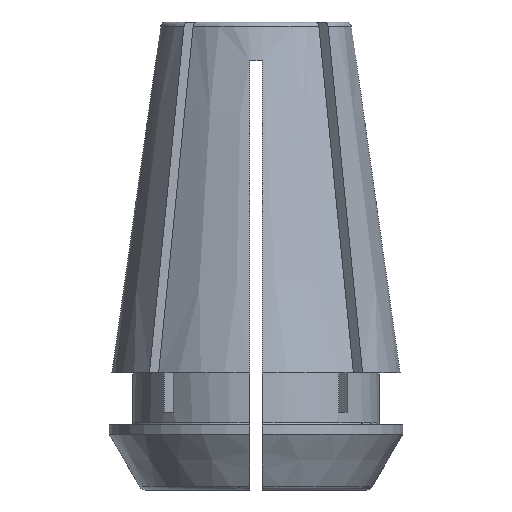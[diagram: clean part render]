
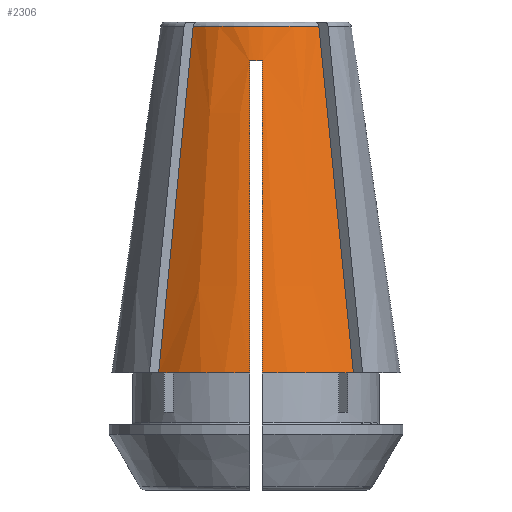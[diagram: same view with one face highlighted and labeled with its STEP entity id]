
A CAD part, front view. The second image highlights one B-rep face of the part: STEP entity #2306.
In plain terms, the highlighted conical face has half-angle 8 degrees and reference radius 5.502 mm.
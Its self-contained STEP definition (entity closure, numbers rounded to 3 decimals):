
#32=B_SPLINE_CURVE_WITH_KNOTS('',3,(#3439,#3440,#3441,#3442,#3443,#3444,
#3445),.UNSPECIFIED.,.F.,.F.,(4,3,4),(0.,0.006,
0.013),.UNSPECIFIED.);
#33=B_SPLINE_CURVE_WITH_KNOTS('',3,(#3450,#3451,#3452,#3453,#3454,#3455,
#3456),.UNSPECIFIED.,.F.,.F.,(4,3,4),(0.,0.01,
0.013),.UNSPECIFIED.);
#34=B_SPLINE_CURVE_WITH_KNOTS('',3,(#3460,#3461,#3462,#3463,#3464,#3465,
#3466,#3467,#3468,#3469),.UNSPECIFIED.,.F.,.F.,(4,3,3,4),(0.006,
0.007,0.014,0.018),
 .UNSPECIFIED.);
#35=B_SPLINE_CURVE_WITH_KNOTS('',3,(#3473,#3474,#3475,#3476,#3477,#3478,
#3479,#3480,#3481,#3482),.UNSPECIFIED.,.F.,.F.,(4,3,3,4),(0.006,
0.007,0.014,0.018),
 .UNSPECIFIED.);
#88=CONICAL_SURFACE('',#2449,5.502,0.14);
#532=ORIENTED_EDGE('',*,*,#1276,.F.);
#533=ORIENTED_EDGE('',*,*,#1277,.F.);
#534=ORIENTED_EDGE('',*,*,#1278,.F.);
#535=ORIENTED_EDGE('',*,*,#1279,.T.);
#536=ORIENTED_EDGE('',*,*,#1280,.F.);
#537=ORIENTED_EDGE('',*,*,#1281,.F.);
#538=ORIENTED_EDGE('',*,*,#1282,.T.);
#539=ORIENTED_EDGE('',*,*,#1283,.T.);
#1276=EDGE_CURVE('',#1648,#1649,#32,.T.);
#1277=EDGE_CURVE('',#1650,#1648,#1890,.T.);
#1278=EDGE_CURVE('',#1651,#1650,#33,.T.);
#1279=EDGE_CURVE('',#1651,#1652,#1891,.T.);
#1280=EDGE_CURVE('',#1653,#1652,#34,.T.);
#1281=EDGE_CURVE('',#1654,#1653,#1892,.T.);
#1282=EDGE_CURVE('',#1654,#1655,#35,.T.);
#1283=EDGE_CURVE('',#1655,#1649,#1893,.T.);
#1648=VERTEX_POINT('',#3446);
#1649=VERTEX_POINT('',#3447);
#1650=VERTEX_POINT('',#3449);
#1651=VERTEX_POINT('',#3457);
#1652=VERTEX_POINT('',#3459);
#1653=VERTEX_POINT('',#3470);
#1654=VERTEX_POINT('',#3472);
#1655=VERTEX_POINT('',#3483);
#1890=CIRCLE('',#2450,3.677);
#1891=CIRCLE('',#2451,5.55);
#1892=CIRCLE('',#2452,3.864);
#1893=CIRCLE('',#2453,5.55);
#2026=EDGE_LOOP('',(#532,#533,#534,#535,#536,#537,#538,#539));
#2150=FACE_BOUND('',#2026,.T.);
#2306=ADVANCED_FACE('',(#2150),#88,.T.);
#2449=AXIS2_PLACEMENT_3D('',#3438,#2729,#2730);
#2450=AXIS2_PLACEMENT_3D('',#3448,#2731,#2732);
#2451=AXIS2_PLACEMENT_3D('',#3458,#2733,#2734);
#2452=AXIS2_PLACEMENT_3D('',#3471,#2735,#2736);
#2453=AXIS2_PLACEMENT_3D('',#3484,#2737,#2738);
#2729=DIRECTION('',(0.,0.,-1.));
#2730=DIRECTION('',(-1.,0.,0.));
#2731=DIRECTION('',(0.,0.,1.));
#2732=DIRECTION('',(1.,0.,0.));
#2733=DIRECTION('',(0.,0.,1.));
#2734=DIRECTION('',(1.,0.,0.));
#2735=DIRECTION('',(0.,0.,-1.));
#2736=DIRECTION('',(-1.,0.,0.));
#2737=DIRECTION('',(0.,0.,1.));
#2738=DIRECTION('',(1.,0.,0.));
#3438=CARTESIAN_POINT('',(0.,0.,4.842));
#3439=CARTESIAN_POINT('',(2.417,-2.771,17.828));
#3440=CARTESIAN_POINT('',(2.629,-2.983,15.697));
#3441=CARTESIAN_POINT('',(2.842,-3.195,13.566));
#3442=CARTESIAN_POINT('',(3.054,-3.407,11.436));
#3443=CARTESIAN_POINT('',(3.284,-3.637,9.124));
#3444=CARTESIAN_POINT('',(3.514,-3.867,6.812));
#3445=CARTESIAN_POINT('',(3.744,-4.097,4.5));
#3446=CARTESIAN_POINT('',(2.417,-2.771,17.828));
#3447=CARTESIAN_POINT('',(3.744,-4.097,4.5));
#3448=CARTESIAN_POINT('',(0.,0.,17.828));
#3449=CARTESIAN_POINT('',(-2.417,-2.771,17.828));
#3450=CARTESIAN_POINT('',(-3.744,-4.097,4.5));
#3451=CARTESIAN_POINT('',(-3.424,-3.777,7.716));
#3452=CARTESIAN_POINT('',(-3.104,-3.457,10.932));
#3453=CARTESIAN_POINT('',(-2.784,-3.137,14.149));
#3454=CARTESIAN_POINT('',(-2.661,-3.015,15.375));
#3455=CARTESIAN_POINT('',(-2.539,-2.893,16.601));
#3456=CARTESIAN_POINT('',(-2.417,-2.771,17.828));
#3457=CARTESIAN_POINT('',(-3.744,-4.097,4.5));
#3458=CARTESIAN_POINT('',(0.,0.,4.5));
#3459=CARTESIAN_POINT('',(-0.25,-5.544,4.5));
#3460=CARTESIAN_POINT('',(-0.25,-3.855,16.5));
#3461=CARTESIAN_POINT('',(-0.25,-3.928,15.985));
#3462=CARTESIAN_POINT('',(-0.25,-4.,15.47));
#3463=CARTESIAN_POINT('',(-0.25,-4.073,14.956));
#3464=CARTESIAN_POINT('',(-0.25,-4.406,12.591));
#3465=CARTESIAN_POINT('',(-0.25,-4.739,10.226));
#3466=CARTESIAN_POINT('',(-0.25,-5.071,7.861));
#3467=CARTESIAN_POINT('',(-0.25,-5.229,6.741));
#3468=CARTESIAN_POINT('',(-0.25,-5.387,5.62));
#3469=CARTESIAN_POINT('',(-0.25,-5.544,4.5));
#3470=CARTESIAN_POINT('',(-0.25,-3.855,16.5));
#3471=CARTESIAN_POINT('',(0.,0.,16.5));
#3472=CARTESIAN_POINT('',(0.25,-3.855,16.5));
#3473=CARTESIAN_POINT('',(0.25,-3.855,16.5));
#3474=CARTESIAN_POINT('',(0.25,-3.928,15.985));
#3475=CARTESIAN_POINT('',(0.25,-4.,15.47));
#3476=CARTESIAN_POINT('',(0.25,-4.073,14.956));
#3477=CARTESIAN_POINT('',(0.25,-4.406,12.591));
#3478=CARTESIAN_POINT('',(0.25,-4.739,10.226));
#3479=CARTESIAN_POINT('',(0.25,-5.071,7.861));
#3480=CARTESIAN_POINT('',(0.25,-5.229,6.741));
#3481=CARTESIAN_POINT('',(0.25,-5.387,5.62));
#3482=CARTESIAN_POINT('',(0.25,-5.544,4.5));
#3483=CARTESIAN_POINT('',(0.25,-5.544,4.5));
#3484=CARTESIAN_POINT('',(0.,0.,4.5));
